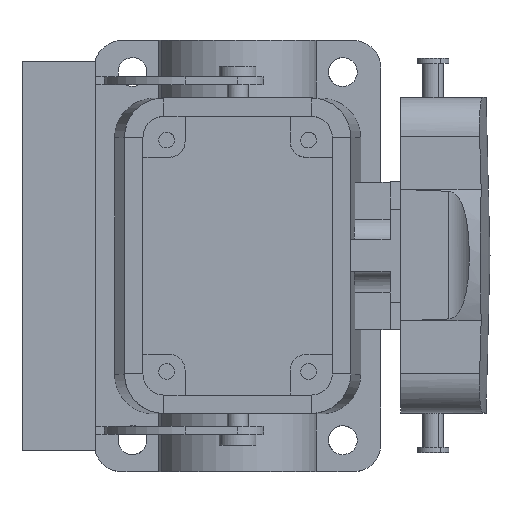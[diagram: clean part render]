
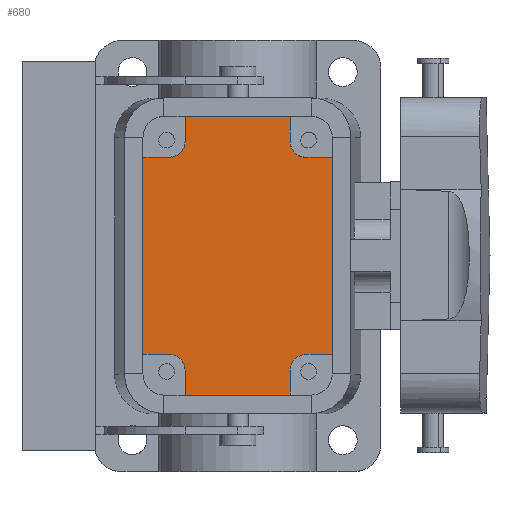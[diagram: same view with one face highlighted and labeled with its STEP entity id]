
A CAD part, top view. The second image highlights one B-rep face of the part: STEP entity #680.
In plain terms, the highlighted planar face has unit normal (0, 0, 1).
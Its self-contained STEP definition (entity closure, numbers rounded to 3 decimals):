
#528=AXIS2_PLACEMENT_3D('Plane Axis2P3D',#525,#526,#527) ;
#70=CARTESIAN_POINT('Vertex',(51.,14.5,5.5)) ;
#73=CARTESIAN_POINT('Line Origine',(41.,14.5,5.5)) ;
#77=CARTESIAN_POINT('Vertex',(31.,14.5,5.5)) ;
#506=CARTESIAN_POINT('Line Origine',(51.,16.875,5.5)) ;
#510=CARTESIAN_POINT('Vertex',(51.,19.25,5.5)) ;
#525=CARTESIAN_POINT('Axis2P3D Location',(41.,41.,5.5)) ;
#531=CARTESIAN_POINT('Control Point',(28.,22.25,5.5)) ;
#532=CARTESIAN_POINT('Control Point',(28.339,22.25,5.5)) ;
#533=CARTESIAN_POINT('Control Point',(28.679,22.202,5.5)) ;
#534=CARTESIAN_POINT('Control Point',(29.009,22.106,5.5)) ;
#535=CARTESIAN_POINT('Control Point',(29.634,21.823,5.5)) ;
#536=CARTESIAN_POINT('Control Point',(30.155,21.378,5.5)) ;
#537=CARTESIAN_POINT('Control Point',(30.383,21.12,5.5)) ;
#538=CARTESIAN_POINT('Control Point',(30.717,20.611,5.5)) ;
#539=CARTESIAN_POINT('Control Point',(30.913,20.037,5.5)) ;
#540=CARTESIAN_POINT('Control Point',(30.971,19.777,5.5)) ;
#541=CARTESIAN_POINT('Control Point',(31.,19.514,5.5)) ;
#542=CARTESIAN_POINT('Control Point',(31.,19.25,5.5)) ;
#543=CARTESIAN_POINT('Vertex',(31.,19.25,5.5)) ;
#545=CARTESIAN_POINT('Vertex',(28.,22.25,5.5)) ;
#548=CARTESIAN_POINT('Line Origine',(31.,16.875,5.5)) ;
#554=CARTESIAN_POINT('Control Point',(51.,19.25,5.5)) ;
#555=CARTESIAN_POINT('Control Point',(51.,19.589,5.5)) ;
#556=CARTESIAN_POINT('Control Point',(51.048,19.929,5.5)) ;
#557=CARTESIAN_POINT('Control Point',(51.144,20.259,5.5)) ;
#558=CARTESIAN_POINT('Control Point',(51.427,20.884,5.5)) ;
#559=CARTESIAN_POINT('Control Point',(51.872,21.405,5.5)) ;
#560=CARTESIAN_POINT('Control Point',(52.13,21.633,5.5)) ;
#561=CARTESIAN_POINT('Control Point',(52.639,21.967,5.5)) ;
#562=CARTESIAN_POINT('Control Point',(53.213,22.163,5.5)) ;
#563=CARTESIAN_POINT('Control Point',(53.473,22.221,5.5)) ;
#564=CARTESIAN_POINT('Control Point',(53.736,22.25,5.5)) ;
#565=CARTESIAN_POINT('Control Point',(54.,22.25,5.5)) ;
#566=CARTESIAN_POINT('Vertex',(54.,22.25,5.5)) ;
#569=CARTESIAN_POINT('Line Origine',(56.5,22.25,5.5)) ;
#573=CARTESIAN_POINT('Vertex',(59.,22.25,5.5)) ;
#576=CARTESIAN_POINT('Line Origine',(59.,41.,5.5)) ;
#580=CARTESIAN_POINT('Vertex',(59.,59.75,5.5)) ;
#583=CARTESIAN_POINT('Line Origine',(56.5,59.75,5.5)) ;
#587=CARTESIAN_POINT('Vertex',(54.,59.75,5.5)) ;
#591=CARTESIAN_POINT('Control Point',(54.,59.75,5.5)) ;
#592=CARTESIAN_POINT('Control Point',(53.661,59.75,5.5)) ;
#593=CARTESIAN_POINT('Control Point',(53.321,59.798,5.5)) ;
#594=CARTESIAN_POINT('Control Point',(52.991,59.894,5.5)) ;
#595=CARTESIAN_POINT('Control Point',(52.366,60.177,5.5)) ;
#596=CARTESIAN_POINT('Control Point',(51.845,60.622,5.5)) ;
#597=CARTESIAN_POINT('Control Point',(51.617,60.88,5.5)) ;
#598=CARTESIAN_POINT('Control Point',(51.283,61.389,5.5)) ;
#599=CARTESIAN_POINT('Control Point',(51.087,61.963,5.5)) ;
#600=CARTESIAN_POINT('Control Point',(51.029,62.223,5.5)) ;
#601=CARTESIAN_POINT('Control Point',(51.,62.486,5.5)) ;
#602=CARTESIAN_POINT('Control Point',(51.,62.75,5.5)) ;
#603=CARTESIAN_POINT('Vertex',(51.,62.75,5.5)) ;
#606=CARTESIAN_POINT('Line Origine',(51.,65.125,5.5)) ;
#610=CARTESIAN_POINT('Vertex',(51.,67.5,5.5)) ;
#613=CARTESIAN_POINT('Line Origine',(41.,67.5,5.5)) ;
#617=CARTESIAN_POINT('Vertex',(31.,67.5,5.5)) ;
#620=CARTESIAN_POINT('Line Origine',(31.,65.125,5.5)) ;
#624=CARTESIAN_POINT('Vertex',(31.,62.75,5.5)) ;
#628=CARTESIAN_POINT('Control Point',(31.,62.75,5.5)) ;
#629=CARTESIAN_POINT('Control Point',(31.,62.411,5.5)) ;
#630=CARTESIAN_POINT('Control Point',(30.952,62.071,5.5)) ;
#631=CARTESIAN_POINT('Control Point',(30.856,61.741,5.5)) ;
#632=CARTESIAN_POINT('Control Point',(30.573,61.116,5.5)) ;
#633=CARTESIAN_POINT('Control Point',(30.128,60.595,5.5)) ;
#634=CARTESIAN_POINT('Control Point',(29.87,60.367,5.5)) ;
#635=CARTESIAN_POINT('Control Point',(29.361,60.033,5.5)) ;
#636=CARTESIAN_POINT('Control Point',(28.787,59.837,5.5)) ;
#637=CARTESIAN_POINT('Control Point',(28.527,59.779,5.5)) ;
#638=CARTESIAN_POINT('Control Point',(28.264,59.75,5.5)) ;
#639=CARTESIAN_POINT('Control Point',(28.,59.75,5.5)) ;
#640=CARTESIAN_POINT('Vertex',(28.,59.75,5.5)) ;
#643=CARTESIAN_POINT('Line Origine',(25.5,59.75,5.5)) ;
#647=CARTESIAN_POINT('Vertex',(23.,59.75,5.5)) ;
#650=CARTESIAN_POINT('Line Origine',(23.,41.,5.5)) ;
#654=CARTESIAN_POINT('Vertex',(23.,22.25,5.5)) ;
#657=CARTESIAN_POINT('Line Origine',(25.5,22.25,5.5)) ;
#74=DIRECTION('Vector Direction',(1.,0.,0.)) ;
#507=DIRECTION('Vector Direction',(0.,-1.,0.)) ;
#526=DIRECTION('Axis2P3D Direction',(-0.,0.,1.)) ;
#527=DIRECTION('Axis2P3D XDirection',(0.,-1.,0.)) ;
#549=DIRECTION('Vector Direction',(0.,-1.,0.)) ;
#570=DIRECTION('Vector Direction',(-1.,0.,0.)) ;
#577=DIRECTION('Vector Direction',(0.,-1.,0.)) ;
#584=DIRECTION('Vector Direction',(-1.,0.,0.)) ;
#607=DIRECTION('Vector Direction',(0.,1.,0.)) ;
#614=DIRECTION('Vector Direction',(-1.,0.,0.)) ;
#621=DIRECTION('Vector Direction',(0.,1.,0.)) ;
#644=DIRECTION('Vector Direction',(1.,0.,0.)) ;
#651=DIRECTION('Vector Direction',(0.,1.,0.)) ;
#658=DIRECTION('Vector Direction',(1.,0.,0.)) ;
#75=VECTOR('Line Direction',#74,1.) ;
#508=VECTOR('Line Direction',#507,1.) ;
#550=VECTOR('Line Direction',#549,1.) ;
#571=VECTOR('Line Direction',#570,1.) ;
#578=VECTOR('Line Direction',#577,1.) ;
#585=VECTOR('Line Direction',#584,1.) ;
#608=VECTOR('Line Direction',#607,1.) ;
#615=VECTOR('Line Direction',#614,1.) ;
#622=VECTOR('Line Direction',#621,1.) ;
#645=VECTOR('Line Direction',#644,1.) ;
#652=VECTOR('Line Direction',#651,1.) ;
#659=VECTOR('Line Direction',#658,1.) ;
#663=ORIENTED_EDGE('',*,*,#547,.F.) ;
#664=ORIENTED_EDGE('',*,*,#552,.T.) ;
#665=ORIENTED_EDGE('',*,*,#79,.T.) ;
#666=ORIENTED_EDGE('',*,*,#512,.F.) ;
#667=ORIENTED_EDGE('',*,*,#568,.F.) ;
#668=ORIENTED_EDGE('',*,*,#575,.F.) ;
#669=ORIENTED_EDGE('',*,*,#582,.T.) ;
#670=ORIENTED_EDGE('',*,*,#589,.T.) ;
#671=ORIENTED_EDGE('',*,*,#605,.F.) ;
#672=ORIENTED_EDGE('',*,*,#612,.T.) ;
#673=ORIENTED_EDGE('',*,*,#619,.T.) ;
#674=ORIENTED_EDGE('',*,*,#626,.F.) ;
#675=ORIENTED_EDGE('',*,*,#642,.F.) ;
#676=ORIENTED_EDGE('',*,*,#649,.F.) ;
#677=ORIENTED_EDGE('',*,*,#656,.T.) ;
#678=ORIENTED_EDGE('',*,*,#661,.T.) ;
#680=ADVANCED_FACE('Housing',(#679),#529,.T.) ;
#530=B_SPLINE_CURVE_WITH_KNOTS('',5,(#531,#532,#533,#534,#535,#536,#537,#538,#539,#540,#541,#542),.UNSPECIFIED.,.F.,.U.,(6,3,3,6),(0.,2.4,4.8,6.664),.UNSPECIFIED.) ;
#553=B_SPLINE_CURVE_WITH_KNOTS('',5,(#554,#555,#556,#557,#558,#559,#560,#561,#562,#563,#564,#565),.UNSPECIFIED.,.F.,.U.,(6,3,3,6),(0.,2.4,4.8,6.664),.UNSPECIFIED.) ;
#590=B_SPLINE_CURVE_WITH_KNOTS('',5,(#591,#592,#593,#594,#595,#596,#597,#598,#599,#600,#601,#602),.UNSPECIFIED.,.F.,.U.,(6,3,3,6),(0.,2.4,4.8,6.664),.UNSPECIFIED.) ;
#627=B_SPLINE_CURVE_WITH_KNOTS('',5,(#628,#629,#630,#631,#632,#633,#634,#635,#636,#637,#638,#639),.UNSPECIFIED.,.F.,.U.,(6,3,3,6),(0.,2.4,4.8,6.664),.UNSPECIFIED.) ;
#79=EDGE_CURVE('',#78,#71,#76,.T.) ;
#512=EDGE_CURVE('',#511,#71,#509,.T.) ;
#547=EDGE_CURVE('',#544,#546,#530,.F.) ;
#552=EDGE_CURVE('',#544,#78,#551,.T.) ;
#568=EDGE_CURVE('',#567,#511,#553,.F.) ;
#575=EDGE_CURVE('',#574,#567,#572,.T.) ;
#582=EDGE_CURVE('',#574,#581,#579,.F.) ;
#589=EDGE_CURVE('',#581,#588,#586,.T.) ;
#605=EDGE_CURVE('',#604,#588,#590,.F.) ;
#612=EDGE_CURVE('',#604,#611,#609,.T.) ;
#619=EDGE_CURVE('',#611,#618,#616,.T.) ;
#626=EDGE_CURVE('',#625,#618,#623,.T.) ;
#642=EDGE_CURVE('',#641,#625,#627,.F.) ;
#649=EDGE_CURVE('',#648,#641,#646,.T.) ;
#656=EDGE_CURVE('',#648,#655,#653,.F.) ;
#661=EDGE_CURVE('',#655,#546,#660,.T.) ;
#662=EDGE_LOOP('',(#663,#664,#665,#666,#667,#668,#669,#670,#671,#672,#673,#674,#675,#676,#677,#678)) ;
#679=FACE_OUTER_BOUND('',#662,.T.) ;
#76=LINE('Line',#73,#75) ;
#509=LINE('Line',#506,#508) ;
#551=LINE('Line',#548,#550) ;
#572=LINE('Line',#569,#571) ;
#579=LINE('Line',#576,#578) ;
#586=LINE('Line',#583,#585) ;
#609=LINE('Line',#606,#608) ;
#616=LINE('Line',#613,#615) ;
#623=LINE('Line',#620,#622) ;
#646=LINE('Line',#643,#645) ;
#653=LINE('Line',#650,#652) ;
#660=LINE('Line',#657,#659) ;
#529=PLANE('',#528) ;
#71=VERTEX_POINT('',#70) ;
#78=VERTEX_POINT('',#77) ;
#511=VERTEX_POINT('',#510) ;
#544=VERTEX_POINT('',#543) ;
#546=VERTEX_POINT('',#545) ;
#567=VERTEX_POINT('',#566) ;
#574=VERTEX_POINT('',#573) ;
#581=VERTEX_POINT('',#580) ;
#588=VERTEX_POINT('',#587) ;
#604=VERTEX_POINT('',#603) ;
#611=VERTEX_POINT('',#610) ;
#618=VERTEX_POINT('',#617) ;
#625=VERTEX_POINT('',#624) ;
#641=VERTEX_POINT('',#640) ;
#648=VERTEX_POINT('',#647) ;
#655=VERTEX_POINT('',#654) ;
